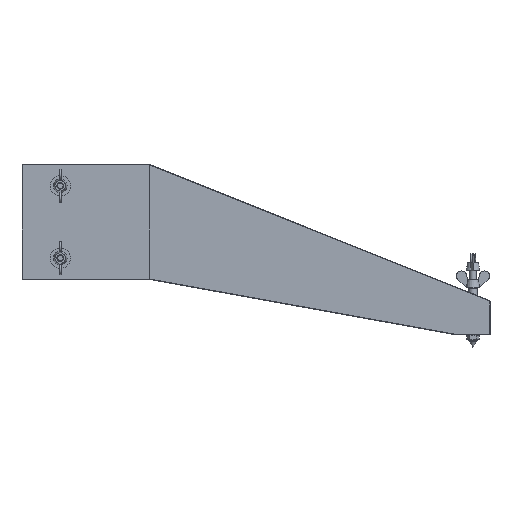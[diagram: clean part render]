
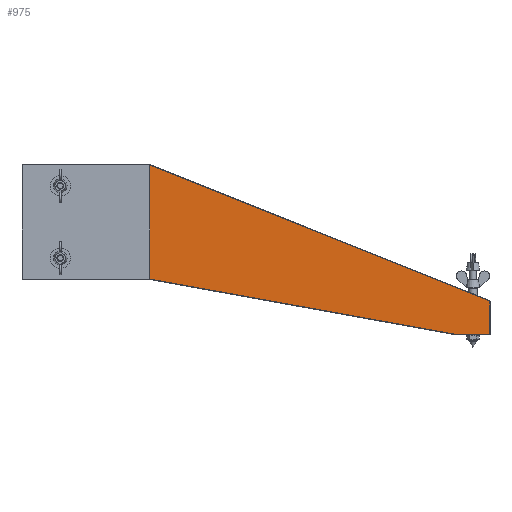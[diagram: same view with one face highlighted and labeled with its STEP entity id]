
A CAD part, top view. The second image highlights one B-rep face of the part: STEP entity #975.
In plain terms, the highlighted planar face has unit normal (0, 0, 1).
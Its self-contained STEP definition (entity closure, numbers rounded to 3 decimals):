
#146=CARTESIAN_POINT('',(-175.096,99.5,9.5));
#147=VERTEX_POINT('',#146);
#252=CARTESIAN_POINT('',(224.5,-60.339,9.5));
#253=VERTEX_POINT('',#252);
#358=CARTESIAN_POINT('',(-224.5,99.5,9.5));
#359=VERTEX_POINT('',#358);
#390=CARTESIAN_POINT('',(-224.5,-34.5,9.5));
#391=VERTEX_POINT('',#390);
#446=CARTESIAN_POINT('',(224.5,-99.5,9.5));
#447=VERTEX_POINT('',#446);
#485=CARTESIAN_POINT('',(185.045,-99.5,9.5));
#486=VERTEX_POINT('',#485);
#487=CARTESIAN_POINT('',(224.5,-99.5,9.5));
#488=DIRECTION('',(-1.0,0.0,0.0));
#489=VECTOR('',#488,39.455);
#490=LINE('',#487,#489);
#491=EDGE_CURVE('',#447,#486,#490,.T.);
#537=CARTESIAN_POINT('',(224.5,-60.339,9.5));
#538=DIRECTION('',(0.0,-1.0,0.0));
#539=VECTOR('',#538,39.161);
#540=LINE('',#537,#539);
#541=EDGE_CURVE('',#253,#447,#540,.T.);
#560=CARTESIAN_POINT('',(-174.955,-34.5,9.5));
#561=VERTEX_POINT('',#560);
#562=CARTESIAN_POINT('',(185.045,-99.5,9.5));
#563=DIRECTION('',(-0.984,0.178,0.0));
#564=VECTOR('',#563,365.821);
#565=LINE('',#562,#564);
#566=EDGE_CURVE('',#486,#561,#565,.T.);
#635=CARTESIAN_POINT('',(-174.955,-34.5,9.5));
#636=DIRECTION('',(-1.0,0.0,0.0));
#637=VECTOR('',#636,49.545);
#638=LINE('',#635,#637);
#639=EDGE_CURVE('',#561,#391,#638,.T.);
#696=CARTESIAN_POINT('',(-224.5,-34.5,9.5));
#697=DIRECTION('',(0.0,1.0,0.0));
#698=VECTOR('',#697,134.);
#699=LINE('',#696,#698);
#700=EDGE_CURVE('',#391,#359,#699,.T.);
#740=CARTESIAN_POINT('',(-224.5,99.5,9.5));
#741=DIRECTION('',(1.0,0.0,0.0));
#742=VECTOR('',#741,49.404);
#743=LINE('',#740,#742);
#744=EDGE_CURVE('',#359,#147,#743,.T.);
#865=CARTESIAN_POINT('',(-175.096,99.5,9.5));
#866=DIRECTION('',(0.928,-0.371,0.0));
#867=VECTOR('',#866,430.378);
#868=LINE('',#865,#867);
#869=EDGE_CURVE('',#147,#253,#868,.T.);
#961=CARTESIAN_POINT('',(0.,0.,9.5));
#962=DIRECTION('',(0.0,0.0,1.0));
#963=DIRECTION('',(1.0,0.0,0.0));
#964=AXIS2_PLACEMENT_3D('',#961,#962,#963);
#965=PLANE('',#964);
#966=ORIENTED_EDGE('',*,*,#491,.F.);
#967=ORIENTED_EDGE('',*,*,#541,.F.);
#968=ORIENTED_EDGE('',*,*,#869,.F.);
#969=ORIENTED_EDGE('',*,*,#744,.F.);
#970=ORIENTED_EDGE('',*,*,#700,.F.);
#971=ORIENTED_EDGE('',*,*,#639,.F.);
#972=ORIENTED_EDGE('',*,*,#566,.F.);
#973=EDGE_LOOP('',(#966,#967,#968,#969,#970,#971,#972));
#974=FACE_OUTER_BOUND('',#973,.T.);
#975=ADVANCED_FACE('',(#974),#965,.T.);
